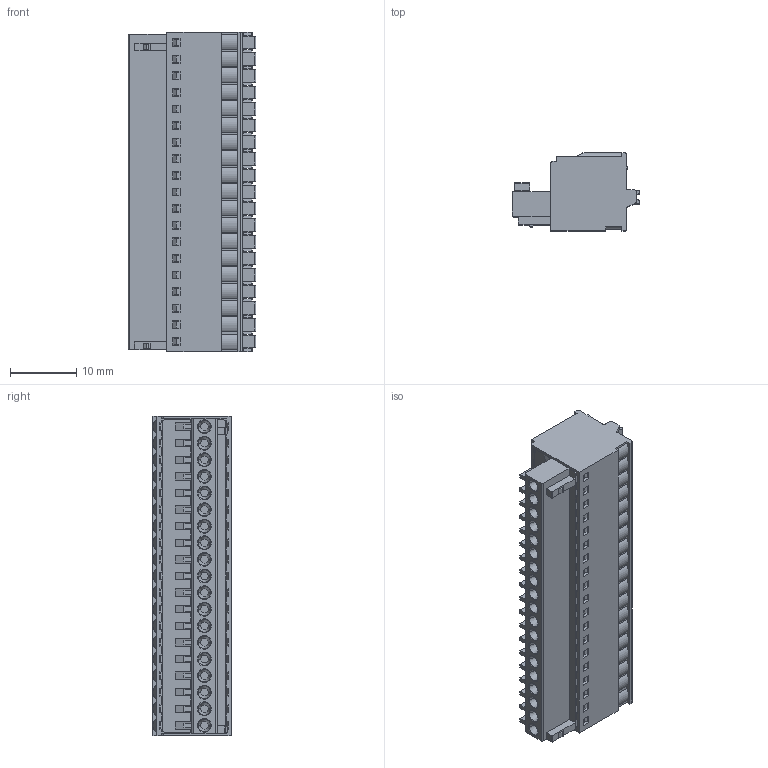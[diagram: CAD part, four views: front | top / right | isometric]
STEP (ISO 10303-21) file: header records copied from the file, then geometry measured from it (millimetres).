
FILE_DESCRIPTION((''),'2;1');
FILE_NAME('TLPS-006-03P','2024-09-14T',('sheji'),(''),'PRO/ENGINEER BY PARAMETRIC TECHNOLOGY CORPORATION, 2015240','PRO/ENGINEER BY PARAMETRIC TECHNOLOGY CORPORATION, 2015240','');
FILE_SCHEMA(('CONFIG_CONTROL_DESIGN'));
Products named in the file (1): TLPS-006-03P
Bounding box: 19.2 x 11.75 x 48.1 mm (x, y, z)
Volume: 6742.2 mm3; surface area: 5310.6 mm2
Topology: 1 solids, 19 shells, 2079 faces, 5608 edges, 3700 vertices
Faces by surface type: plane 1474, cylinder 453, cone 95, torus 38, sphere 19
Entity records: 65861 total; most frequent: CARTESIAN_POINT 12679, ORIENTED_EDGE 11216, DIRECTION 10809, EDGE_CURVE 5608, VECTOR 4337, LINE 4337, VERTEX_POINT 3700, AXIS2_PLACEMENT_3D 3236
